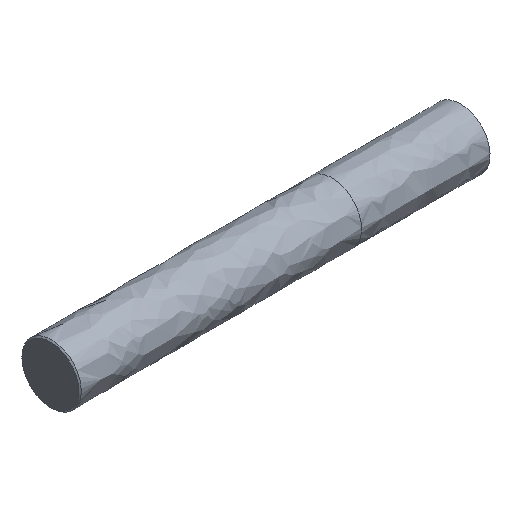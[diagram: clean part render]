
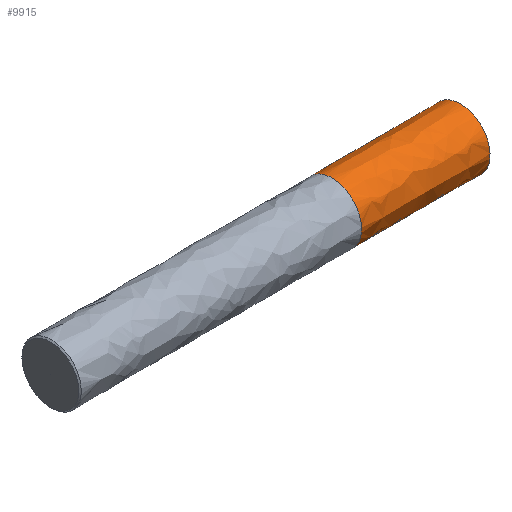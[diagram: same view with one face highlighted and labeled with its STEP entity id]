
A CAD part, isometric view. The second image highlights one B-rep face of the part: STEP entity #9915.
In plain terms, the highlighted free-form (B-spline) face has degree [5, 3] with [6, 4] control points.
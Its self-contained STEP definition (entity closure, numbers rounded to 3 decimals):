
#9821 = CARTESIAN_POINT ('', (-26., 6., 0.));
#9822 = VERTEX_POINT ('', #9821);
#9830 = CARTESIAN_POINT ('', (-26., 6., 0.));
#9831 = CARTESIAN_POINT ('', (-26., 6., -24.));
#9832 = CARTESIAN_POINT ('', (-26., -18., -12.));
#9833 = CARTESIAN_POINT ('', (-26., -18., 12.));
#9834 = CARTESIAN_POINT ('', (-26., 6., 24.));
#9835 = CARTESIAN_POINT ('', (-26., 6., 0.));
#9836 = (
   BOUNDED_CURVE ()
   B_SPLINE_CURVE (5, (#9830, #9831, #9832, #9833, #9834, #9835), .UNSPECIFIED., .T., .U.)
   B_SPLINE_CURVE_WITH_KNOTS ((6, 6), (0., 1.), .UNSPECIFIED.)
   CURVE ()
   GEOMETRIC_REPRESENTATION_ITEM ()
   RATIONAL_B_SPLINE_CURVE ((5., 1., 1., 1., 1., 5.))
   REPRESENTATION_ITEM ('')
);
#9837 = EDGE_CURVE ('', #9822, #9822, #9836, .T.);
#9868 = CARTESIAN_POINT ('', (0., 6., 0.));
#9869 = VERTEX_POINT ('', #9868);
#9870 = CARTESIAN_POINT ('', (0., 6., 0.));
#9871 = CARTESIAN_POINT ('', (0., 6., -24.));
#9872 = CARTESIAN_POINT ('', (0., -18., -12.));
#9873 = CARTESIAN_POINT ('', (0., -18., 12.));
#9874 = CARTESIAN_POINT ('', (0., 6., 24.));
#9875 = CARTESIAN_POINT ('', (0., 6., 0.));
#9876 = (
   BOUNDED_CURVE ()
   B_SPLINE_CURVE (5, (#9870, #9871, #9872, #9873, #9874, #9875), .UNSPECIFIED., .T., .U.)
   B_SPLINE_CURVE_WITH_KNOTS ((6, 6), (0., 1.), .UNSPECIFIED.)
   CURVE ()
   GEOMETRIC_REPRESENTATION_ITEM ()
   RATIONAL_B_SPLINE_CURVE ((5., 1., 1., 1., 1., 5.))
   REPRESENTATION_ITEM ('')
);
#9877 = EDGE_CURVE ('', #9869, #9869, #9876, .T.);
#9878 = ORIENTED_EDGE ('', *, *, #9877, .T.);
#9879 = CARTESIAN_POINT ('', (-26., 6., 0.));
#9880 = CARTESIAN_POINT ('', (-17.333, 6., 0.));
#9881 = CARTESIAN_POINT ('', (-8.667, 6., 0.));
#9882 = CARTESIAN_POINT ('', (0., 6., 0.));
#9883 = B_SPLINE_CURVE_WITH_KNOTS ('', 3, (#9879, #9880, #9881, #9882), .UNSPECIFIED., .F., .U., (4, 4), (0., 1.), .UNSPECIFIED.);
#9884 = EDGE_CURVE ('', #9822, #9869, #9883, .T.);
#9885 = ORIENTED_EDGE ('', *, *, #9884, .F.);
#9886 = ORIENTED_EDGE ('', *, *, #9837, .F.);
#9887 = ORIENTED_EDGE ('', *, *, #9884, .T.);
#9888 = EDGE_LOOP ('', (#9878, #9885, #9886, #9887));
#9889 = FACE_OUTER_BOUND ('', #9888, .T.);
#9890 = CARTESIAN_POINT ('', (-26., 6., 0.));
#9891 = CARTESIAN_POINT ('', (-17.333, 6., 0.));
#9892 = CARTESIAN_POINT ('', (-8.667, 6., 0.));
#9893 = CARTESIAN_POINT ('', (0., 6., 0.));
#9894 = CARTESIAN_POINT ('', (-26., 6., 24.));
#9895 = CARTESIAN_POINT ('', (-17.333, 6., 24.));
#9896 = CARTESIAN_POINT ('', (-8.667, 6., 24.));
#9897 = CARTESIAN_POINT ('', (0., 6., 24.));
#9898 = CARTESIAN_POINT ('', (-26., -18., 12.));
#9899 = CARTESIAN_POINT ('', (-17.333, -18., 12.));
#9900 = CARTESIAN_POINT ('', (-8.667, -18., 12.));
#9901 = CARTESIAN_POINT ('', (0., -18., 12.));
#9902 = CARTESIAN_POINT ('', (-26., -18., -12.));
#9903 = CARTESIAN_POINT ('', (-17.333, -18., -12.));
#9904 = CARTESIAN_POINT ('', (-8.667, -18., -12.));
#9905 = CARTESIAN_POINT ('', (0., -18., -12.));
#9906 = CARTESIAN_POINT ('', (-26., 6., -24.));
#9907 = CARTESIAN_POINT ('', (-17.333, 6., -24.));
#9908 = CARTESIAN_POINT ('', (-8.667, 6., -24.));
#9909 = CARTESIAN_POINT ('', (0., 6., -24.));
#9910 = CARTESIAN_POINT ('', (-26., 6., 0.));
#9911 = CARTESIAN_POINT ('', (-17.333, 6., 0.));
#9912 = CARTESIAN_POINT ('', (-8.667, 6., 0.));
#9913 = CARTESIAN_POINT ('', (0., 6., 0.));
#9914 = (
   BOUNDED_SURFACE ()
   B_SPLINE_SURFACE (5, 3, ((#9890, #9891, #9892, #9893), (#9894, #9895, #9896, #9897), (#9898, #9899, #9900, #9901), (#9902, #9903, #9904, #9905), (#9906, #9907, #9908, #9909), (#9910, #9911, #9912, #9913)), .UNSPECIFIED., .T., .F., .U.)
   B_SPLINE_SURFACE_WITH_KNOTS ((6, 6), (4, 4), (0., 1.), (0., 1.), .UNSPECIFIED.)
   SURFACE ()
   GEOMETRIC_REPRESENTATION_ITEM ()
   RATIONAL_B_SPLINE_SURFACE (((5., 5., 5., 5.), (1., 1., 1., 1.), (1., 1., 1., 1.), (1., 1., 1., 1.), (1., 1., 1., 1.), (5., 5., 5., 5.)))
   REPRESENTATION_ITEM ('')
);
#9915 = ADVANCED_FACE ('', (#9889), #9914, .T.);
